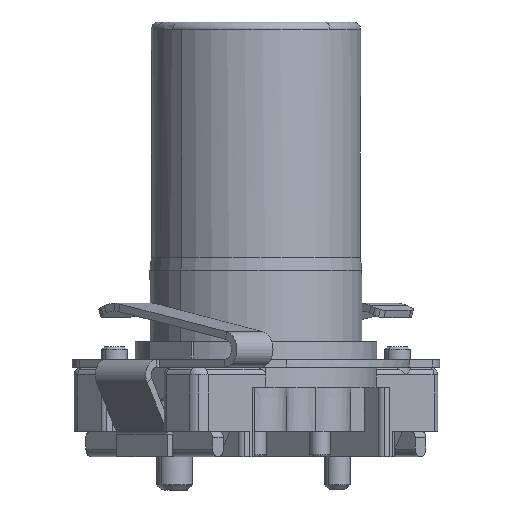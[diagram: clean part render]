
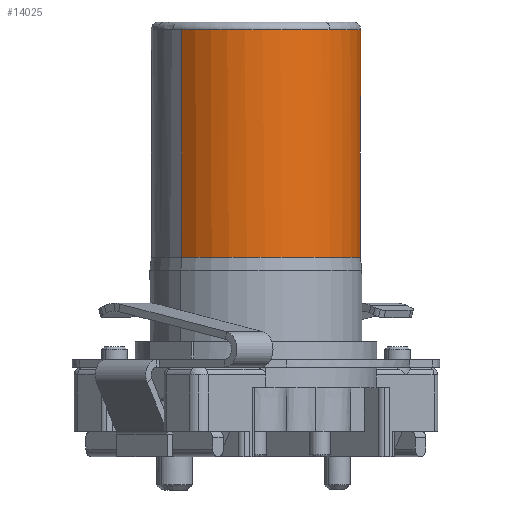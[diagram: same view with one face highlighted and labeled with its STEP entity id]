
A CAD part, left-side view. The second image highlights one B-rep face of the part: STEP entity #14025.
In plain terms, the highlighted cylindrical face has radius 4.1 mm (diameter 8.2 mm), a partial arc.
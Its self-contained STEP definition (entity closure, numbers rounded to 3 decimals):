
#12764=AXIS2_PLACEMENT_3D('Circle Axis2P3D',#12762,#12763,$) ;
#13967=AXIS2_PLACEMENT_3D('Cylinder Axis2P3D',#13964,#13965,#13966) ;
#13971=AXIS2_PLACEMENT_3D('Circle Axis2P3D',#13969,#13970,$) ;
#13985=AXIS2_PLACEMENT_3D('Circle Axis2P3D',#13983,#13984,$) ;
#12735=CARTESIAN_POINT('Vertex',(5.939,10.089,9.1)) ;
#12742=CARTESIAN_POINT('Vertex',(11.737,4.291,9.1)) ;
#12762=CARTESIAN_POINT('Axis2P3D Location',(8.838,7.19,9.1)) ;
#13864=CARTESIAN_POINT('Line Origine',(5.939,10.089,5.8)) ;
#13868=CARTESIAN_POINT('Vertex',(5.939,10.089,18.)) ;
#13940=CARTESIAN_POINT('Vertex',(11.737,4.291,18.)) ;
#13943=CARTESIAN_POINT('Line Origine',(11.737,4.291,5.8)) ;
#13964=CARTESIAN_POINT('Axis2P3D Location',(8.838,7.19,5.8)) ;
#13969=CARTESIAN_POINT('Axis2P3D Location',(8.838,7.19,18.)) ;
#13973=CARTESIAN_POINT('Vertex',(11.219,3.852,18.)) ;
#13976=CARTESIAN_POINT('Line Origine',(11.219,3.852,5.8)) ;
#13980=CARTESIAN_POINT('Vertex',(11.219,3.852,9.8)) ;
#13983=CARTESIAN_POINT('Axis2P3D Location',(8.838,7.19,9.8)) ;
#13987=CARTESIAN_POINT('Vertex',(10.34,3.375,9.8)) ;
#13990=CARTESIAN_POINT('Line Origine',(10.34,3.375,5.8)) ;
#13994=CARTESIAN_POINT('Vertex',(10.34,3.375,18.)) ;
#13998=CARTESIAN_POINT('Control Point',(5.939,4.291,18.)) ;
#13999=CARTESIAN_POINT('Control Point',(6.78,3.45,18.)) ;
#14000=CARTESIAN_POINT('Control Point',(7.952,2.932,18.)) ;
#14001=CARTESIAN_POINT('Control Point',(9.234,2.939,18.)) ;
#14002=CARTESIAN_POINT('Control Point',(10.34,3.375,18.)) ;
#14003=CARTESIAN_POINT('Vertex',(5.939,4.291,18.)) ;
#14007=CARTESIAN_POINT('Control Point',(5.939,10.089,18.)) ;
#14008=CARTESIAN_POINT('Control Point',(5.028,9.178,18.)) ;
#14009=CARTESIAN_POINT('Control Point',(4.473,7.91,18.)) ;
#14010=CARTESIAN_POINT('Control Point',(4.473,6.47,18.)) ;
#14011=CARTESIAN_POINT('Control Point',(5.028,5.201,18.)) ;
#14012=CARTESIAN_POINT('Control Point',(5.939,4.291,18.)) ;
#12763=DIRECTION('Axis2P3D Direction',(0.,0.,-1.)) ;
#13865=DIRECTION('Vector Direction',(0.,0.,1.)) ;
#13944=DIRECTION('Vector Direction',(0.,0.,1.)) ;
#13965=DIRECTION('Axis2P3D Direction',(0.,0.,1.)) ;
#13966=DIRECTION('Axis2P3D XDirection',(-0.707,0.707,0.)) ;
#13970=DIRECTION('Axis2P3D Direction',(0.,0.,1.)) ;
#13977=DIRECTION('Vector Direction',(0.,0.,1.)) ;
#13984=DIRECTION('Axis2P3D Direction',(0.,0.,1.)) ;
#13991=DIRECTION('Vector Direction',(0.,0.,1.)) ;
#13866=VECTOR('Line Direction',#13865,1.) ;
#13945=VECTOR('Line Direction',#13944,1.) ;
#13978=VECTOR('Line Direction',#13977,1.) ;
#13992=VECTOR('Line Direction',#13991,1.) ;
#14015=ORIENTED_EDGE('',*,*,#13947,.F.) ;
#14016=ORIENTED_EDGE('',*,*,#13975,.F.) ;
#14017=ORIENTED_EDGE('',*,*,#13982,.T.) ;
#14018=ORIENTED_EDGE('',*,*,#13989,.T.) ;
#14019=ORIENTED_EDGE('',*,*,#13996,.T.) ;
#14020=ORIENTED_EDGE('',*,*,#14005,.F.) ;
#14021=ORIENTED_EDGE('',*,*,#14013,.F.) ;
#14022=ORIENTED_EDGE('',*,*,#13870,.F.) ;
#14023=ORIENTED_EDGE('',*,*,#12766,.T.) ;
#14025=ADVANCED_FACE('Hauptkoerper',(#14024),#13968,.T.) ;
#13997=B_SPLINE_CURVE_WITH_KNOTS('',4,(#13998,#13999,#14000,#14001,#14002),.UNSPECIFIED.,.F.,.U.,(5,5),(0.841,5.599),.UNSPECIFIED.) ;
#14006=B_SPLINE_CURVE_WITH_KNOTS('',5,(#14007,#14008,#14009,#14010,#14011,#14012),.UNSPECIFIED.,.F.,.U.,(6,6),(-5.599,0.841),.UNSPECIFIED.) ;
#12765=CIRCLE('generated circle',#12764,4.1) ;
#13972=CIRCLE('generated circle',#13971,4.1) ;
#13986=CIRCLE('generated circle',#13985,4.1) ;
#13968=CYLINDRICAL_SURFACE('generated cylinder',#13967,4.1) ;
#12766=EDGE_CURVE('',#12736,#12743,#12765,.F.) ;
#13870=EDGE_CURVE('',#12736,#13869,#13867,.T.) ;
#13947=EDGE_CURVE('',#13941,#12743,#13946,.F.) ;
#13975=EDGE_CURVE('',#13974,#13941,#13972,.T.) ;
#13982=EDGE_CURVE('',#13974,#13981,#13979,.F.) ;
#13989=EDGE_CURVE('',#13981,#13988,#13986,.F.) ;
#13996=EDGE_CURVE('',#13988,#13995,#13993,.T.) ;
#14005=EDGE_CURVE('',#14004,#13995,#13997,.T.) ;
#14013=EDGE_CURVE('',#13869,#14004,#14006,.T.) ;
#14014=EDGE_LOOP('',(#14015,#14016,#14017,#14018,#14019,#14020,#14021,#14022,#14023)) ;
#14024=FACE_OUTER_BOUND('',#14014,.T.) ;
#13867=LINE('Line',#13864,#13866) ;
#13946=LINE('Line',#13943,#13945) ;
#13979=LINE('Line',#13976,#13978) ;
#13993=LINE('Line',#13990,#13992) ;
#12736=VERTEX_POINT('',#12735) ;
#12743=VERTEX_POINT('',#12742) ;
#13869=VERTEX_POINT('',#13868) ;
#13941=VERTEX_POINT('',#13940) ;
#13974=VERTEX_POINT('',#13973) ;
#13981=VERTEX_POINT('',#13980) ;
#13988=VERTEX_POINT('',#13987) ;
#13995=VERTEX_POINT('',#13994) ;
#14004=VERTEX_POINT('',#14003) ;
